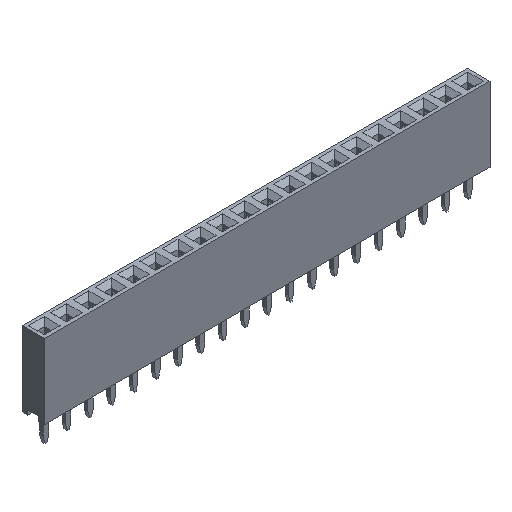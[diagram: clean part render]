
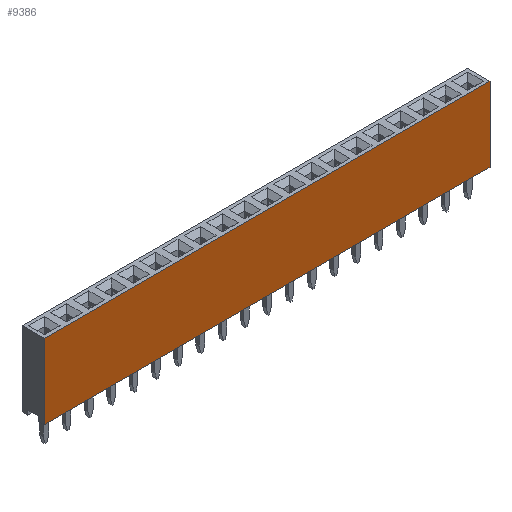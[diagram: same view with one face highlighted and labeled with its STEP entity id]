
A CAD part, isometric view. The second image highlights one B-rep face of the part: STEP entity #9386.
In plain terms, the highlighted planar face has unit normal (0, -1, 0).
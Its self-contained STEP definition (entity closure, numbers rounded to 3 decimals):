
#9386=ADVANCED_FACE('',(#17202),#17204,.T.);
#17202=FACE_BOUND('',#17203,.T.);
#17203=EDGE_LOOP('',(#23277,#23278,#23279,#23280));
#17204=PLANE('',#17205);
#17205=AXIS2_PLACEMENT_3D('',#17206,#17207,#17208);
#17206=CARTESIAN_POINT('',(-1.27,-1.27,0.));
#17207=DIRECTION('',(0.,-1.,0.));
#17208=DIRECTION('',(1.,0.,0.));
#23277=ORIENTED_EDGE('',*,*,#26415,.T.);
#23278=ORIENTED_EDGE('',*,*,#26188,.T.);
#23279=ORIENTED_EDGE('',*,*,#26373,.F.);
#23280=ORIENTED_EDGE('',*,*,#26177,.F.);
#26177=EDGE_CURVE('',#30921,#30923,#30924,.T.);
#26188=EDGE_CURVE('',#30943,#30941,#30944,.T.);
#26373=EDGE_CURVE('',#30923,#30941,#31153,.T.);
#26415=EDGE_CURVE('',#30921,#30943,#31199,.T.);
#30921=VERTEX_POINT('',#41373);
#30923=VERTEX_POINT('',#41377);
#30924=LINE('',#41378,#41379);
#30941=VERTEX_POINT('',#41415);
#30943=VERTEX_POINT('',#41419);
#30944=LINE('',#41420,#41421);
#31153=LINE('',#42003,#42004);
#31199=LINE('',#42133,#42134);
#41373=CARTESIAN_POINT('',(-1.27,-1.27,0.));
#41377=CARTESIAN_POINT('',(-1.27,-1.27,8.5));
#41378=CARTESIAN_POINT('',(-1.27,-1.27,0.));
#41379=VECTOR('',#41380,1.);
#41380=DIRECTION('',(0.,0.,1.));
#41415=CARTESIAN_POINT('',(49.53,-1.27,8.5));
#41419=CARTESIAN_POINT('',(49.53,-1.27,0.));
#41420=CARTESIAN_POINT('',(49.53,-1.27,0.));
#41421=VECTOR('',#41422,1.);
#41422=DIRECTION('',(0.,0.,1.));
#42003=CARTESIAN_POINT('',(-1.27,-1.27,8.5));
#42004=VECTOR('',#42005,1.);
#42005=DIRECTION('',(1.,0.,0.));
#42133=CARTESIAN_POINT('',(-1.27,-1.27,0.));
#42134=VECTOR('',#42135,1.);
#42135=DIRECTION('',(1.,0.,0.));
